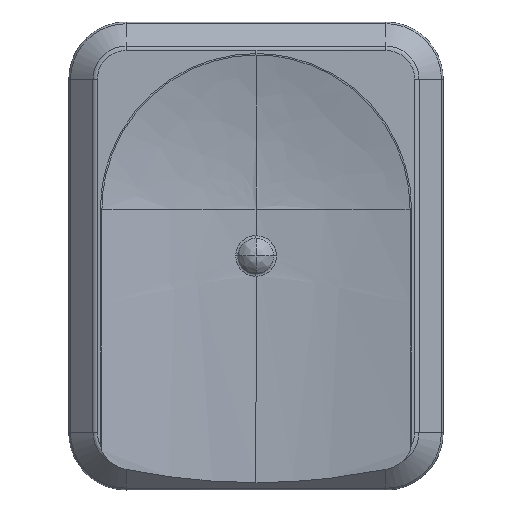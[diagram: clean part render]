
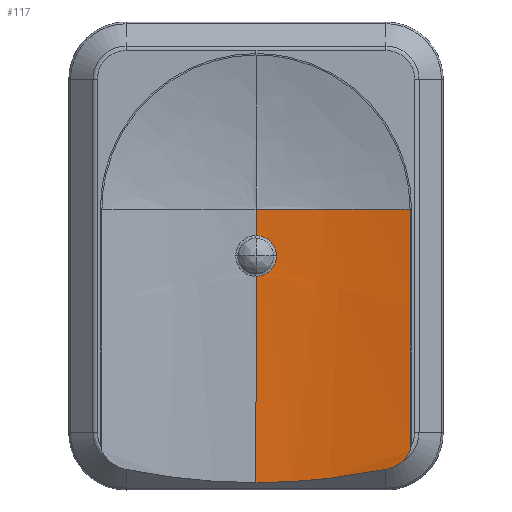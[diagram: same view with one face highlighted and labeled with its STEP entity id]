
A CAD part, top view. The second image highlights one B-rep face of the part: STEP entity #117.
In plain terms, the highlighted free-form (B-spline) face has degree [1, 2] with [2, 3] control points.
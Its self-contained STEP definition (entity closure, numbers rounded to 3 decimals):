
#117=ADVANCED_FACE('',(#218),#1451,.T.);
#218=FACE_OUTER_BOUND('',#322,.T.);
#322=EDGE_LOOP('',(#764,#765,#766,#767,#768,#769,#770,#771,#772,#773));
#764=ORIENTED_EDGE('',*,*,#994,.F.);
#765=ORIENTED_EDGE('',*,*,#996,.F.);
#766=ORIENTED_EDGE('',*,*,#995,.T.);
#767=ORIENTED_EDGE('',*,*,#1013,.F.);
#768=ORIENTED_EDGE('',*,*,#1011,.F.);
#769=ORIENTED_EDGE('',*,*,#991,.F.);
#770=ORIENTED_EDGE('',*,*,#985,.F.);
#771=ORIENTED_EDGE('',*,*,#990,.F.);
#772=ORIENTED_EDGE('',*,*,#944,.T.);
#773=ORIENTED_EDGE('',*,*,#873,.F.);
#873=EDGE_CURVE('',#1312,#1313,#1042,.T.);
#944=EDGE_CURVE('',#1356,#1313,#1085,.T.);
#985=EDGE_CURVE('',#1368,#1365,#1226,.T.);
#990=EDGE_CURVE('',#1356,#1368,#1110,.T.);
#991=EDGE_CURVE('',#1365,#1363,#1228,.T.);
#994=EDGE_CURVE('',#1370,#1312,#1112,.T.);
#995=EDGE_CURVE('',#1371,#1369,#1230,.T.);
#996=EDGE_CURVE('',#1371,#1370,#1231,.T.);
#1011=EDGE_CURVE('',#1363,#1361,#1242,.T.);
#1013=EDGE_CURVE('',#1361,#1369,#1117,.T.);
#1042=(
BOUNDED_CURVE()
B_SPLINE_CURVE(2,(#2842,#2843,#2844),.UNSPECIFIED.,.F.,.F.)
B_SPLINE_CURVE_WITH_KNOTS((3,3),(-7.517,-0.092),
 .UNSPECIFIED.)
CURVE()
GEOMETRIC_REPRESENTATION_ITEM()
RATIONAL_B_SPLINE_CURVE((1.,1.,1.))
REPRESENTATION_ITEM('')
);
#1085=(
BOUNDED_CURVE()
B_SPLINE_CURVE(1,(#3028,#3029),.UNSPECIFIED.,.F.,.F.)
B_SPLINE_CURVE_WITH_KNOTS((2,2),(0.,4.5),.UNSPECIFIED.)
CURVE()
GEOMETRIC_REPRESENTATION_ITEM()
RATIONAL_B_SPLINE_CURVE((1.,1.))
REPRESENTATION_ITEM('')
);
#1110=(
BOUNDED_CURVE()
B_SPLINE_CURVE(1,(#3182,#3183),.UNSPECIFIED.,.F.,.F.)
B_SPLINE_CURVE_WITH_KNOTS((2,2),(0.,7.115),.UNSPECIFIED.)
CURVE()
GEOMETRIC_REPRESENTATION_ITEM()
RATIONAL_B_SPLINE_CURVE((1.,1.))
REPRESENTATION_ITEM('')
);
#1112=(
BOUNDED_CURVE()
B_SPLINE_CURVE(1,(#3194,#3195),.UNSPECIFIED.,.F.,.F.)
B_SPLINE_CURVE_WITH_KNOTS((2,2),(14.376,15.65),
 .UNSPECIFIED.)
CURVE()
GEOMETRIC_REPRESENTATION_ITEM()
RATIONAL_B_SPLINE_CURVE((1.,1.))
REPRESENTATION_ITEM('')
);
#1117=(
BOUNDED_CURVE()
B_SPLINE_CURVE(1,(#3328,#3329),.UNSPECIFIED.,.F.,.F.)
B_SPLINE_CURVE_WITH_KNOTS((2,2),(2.5,12.424),
 .UNSPECIFIED.)
CURVE()
GEOMETRIC_REPRESENTATION_ITEM()
RATIONAL_B_SPLINE_CURVE((1.,1.))
REPRESENTATION_ITEM('')
);
#1226=B_SPLINE_CURVE_WITH_KNOTS('',3,(#3166,#3167,#3168,#3169,#3170,#3171,
#3172),.UNSPECIFIED.,.F.,.F.,(4,3,4),(0.,0.223,0.613),
 .UNSPECIFIED.);
#1228=B_SPLINE_CURVE_WITH_KNOTS('',3,(#3184,#3185,#3186,#3187),
 .UNSPECIFIED.,.F.,.F.,(4,4),(-0.953,0.),.UNSPECIFIED.);
#1230=B_SPLINE_CURVE_WITH_KNOTS('',3,(#3196,#3197,#3198,#3199,#3200,#3201,
#3202,#3203,#3204,#3205),.UNSPECIFIED.,.F.,.F.,(4,2,2,2,4),(-1.43,
-1.073,-0.715,-0.358,0.),
 .UNSPECIFIED.);
#1231=B_SPLINE_CURVE_WITH_KNOTS('',3,(#3206,#3207,#3208,#3209,#3210,#3211,
#3212,#3213,#3214,#3215),.UNSPECIFIED.,.F.,.F.,(4,2,2,2,4),(-1.43,
-1.073,-0.715,-0.358,0.),
 .UNSPECIFIED.);
#1242=B_SPLINE_CURVE_WITH_KNOTS('',3,(#3312,#3313,#3314,#3315,#3316,#3317,
#3318,#3319),.UNSPECIFIED.,.F.,.F.,(4,2,2,4),(0.,2.563,4.45,
6.337),.UNSPECIFIED.);
#1312=VERTEX_POINT('',#2458);
#1313=VERTEX_POINT('',#2459);
#1356=VERTEX_POINT('',#2502);
#1361=VERTEX_POINT('',#2507);
#1363=VERTEX_POINT('',#2509);
#1365=VERTEX_POINT('',#2511);
#1368=VERTEX_POINT('',#2514);
#1369=VERTEX_POINT('',#2515);
#1370=VERTEX_POINT('',#2516);
#1371=VERTEX_POINT('',#2517);
#1451=(
BOUNDED_SURFACE()
B_SPLINE_SURFACE(1,2,((#2378,#2379,#2380),(#2381,#2382,#2383)),
 .UNSPECIFIED.,.F.,.F.,.F.)
B_SPLINE_SURFACE_WITH_KNOTS((2,2),(3,3),(0.,20.804),(0.,
7.514),.UNSPECIFIED.)
GEOMETRIC_REPRESENTATION_ITEM()
RATIONAL_B_SPLINE_SURFACE(((1.,1.,1.),(1.,1.,1.)))
REPRESENTATION_ITEM('')
SURFACE()
);
#2378=CARTESIAN_POINT('',(67.459,15.696,9.442));
#2379=CARTESIAN_POINT('',(63.755,15.696,8.55));
#2380=CARTESIAN_POINT('',(60.051,15.696,8.55));
#2381=CARTESIAN_POINT('',(67.459,36.5,9.442));
#2382=CARTESIAN_POINT('',(63.755,36.5,8.55));
#2383=CARTESIAN_POINT('',(60.051,36.5,8.55));
#2458=CARTESIAN_POINT('',(60.051,34.,8.55));
#2459=CARTESIAN_POINT('',(67.459,34.,9.442));
#2502=CARTESIAN_POINT('',(67.459,29.5,9.442));
#2507=CARTESIAN_POINT('',(60.051,20.85,8.55));
#2509=CARTESIAN_POINT('',(66.301,21.485,9.185));
#2511=CARTESIAN_POINT('',(67.121,21.891,9.362));
#2514=CARTESIAN_POINT('',(67.459,22.385,9.442));
#2515=CARTESIAN_POINT('',(60.051,30.774,8.55));
#2516=CARTESIAN_POINT('',(60.051,32.726,8.55));
#2517=CARTESIAN_POINT('',(61.027,31.75,8.565));
#2842=CARTESIAN_POINT('',(60.051,34.,8.55));
#2843=CARTESIAN_POINT('',(63.755,34.,8.55));
#2844=CARTESIAN_POINT('',(67.459,34.,9.442));
#3028=CARTESIAN_POINT('',(67.459,29.5,9.442));
#3029=CARTESIAN_POINT('',(67.459,34.,9.442));
#3166=CARTESIAN_POINT('',(67.459,22.385,9.442));
#3167=CARTESIAN_POINT('',(67.436,22.315,9.436));
#3168=CARTESIAN_POINT('',(67.404,22.247,9.428));
#3169=CARTESIAN_POINT('',(67.367,22.184,9.42));
#3170=CARTESIAN_POINT('',(67.301,22.073,9.404));
#3171=CARTESIAN_POINT('',(67.217,21.974,9.384));
#3172=CARTESIAN_POINT('',(67.121,21.891,9.362));
#3182=CARTESIAN_POINT('',(67.459,29.5,9.442));
#3183=CARTESIAN_POINT('',(67.459,22.385,9.442));
#3184=CARTESIAN_POINT('',(67.121,21.891,9.362));
#3185=CARTESIAN_POINT('',(66.887,21.686,9.308));
#3186=CARTESIAN_POINT('',(66.604,21.546,9.246));
#3187=CARTESIAN_POINT('',(66.301,21.485,9.185));
#3194=CARTESIAN_POINT('',(60.051,32.726,8.55));
#3195=CARTESIAN_POINT('',(60.051,34.,8.55));
#3196=CARTESIAN_POINT('',(61.027,31.75,8.565));
#3197=CARTESIAN_POINT('',(61.027,31.622,8.565));
#3198=CARTESIAN_POINT('',(61.002,31.494,8.565));
#3199=CARTESIAN_POINT('',(60.904,31.258,8.562));
#3200=CARTESIAN_POINT('',(60.831,31.15,8.56));
#3201=CARTESIAN_POINT('',(60.651,30.969,8.556));
#3202=CARTESIAN_POINT('',(60.542,30.897,8.554));
#3203=CARTESIAN_POINT('',(60.306,30.799,8.551));
#3204=CARTESIAN_POINT('',(60.179,30.774,8.55));
#3205=CARTESIAN_POINT('',(60.051,30.774,8.55));
#3206=CARTESIAN_POINT('',(61.027,31.75,8.565));
#3207=CARTESIAN_POINT('',(61.027,31.878,8.565));
#3208=CARTESIAN_POINT('',(61.002,32.006,8.565));
#3209=CARTESIAN_POINT('',(60.904,32.242,8.562));
#3210=CARTESIAN_POINT('',(60.831,32.35,8.56));
#3211=CARTESIAN_POINT('',(60.651,32.531,8.556));
#3212=CARTESIAN_POINT('',(60.542,32.603,8.554));
#3213=CARTESIAN_POINT('',(60.306,32.701,8.551));
#3214=CARTESIAN_POINT('',(60.179,32.726,8.55));
#3215=CARTESIAN_POINT('',(60.051,32.726,8.55));
#3312=CARTESIAN_POINT('',(66.301,21.485,9.185));
#3313=CARTESIAN_POINT('',(65.481,21.318,9.018));
#3314=CARTESIAN_POINT('',(64.65,21.182,8.882));
#3315=CARTESIAN_POINT('',(63.187,21.004,8.704));
#3316=CARTESIAN_POINT('',(62.563,20.946,8.646));
#3317=CARTESIAN_POINT('',(61.309,20.869,8.569));
#3318=CARTESIAN_POINT('',(60.68,20.85,8.55));
#3319=CARTESIAN_POINT('',(60.051,20.85,8.55));
#3328=CARTESIAN_POINT('',(60.051,20.85,8.55));
#3329=CARTESIAN_POINT('',(60.051,30.774,8.55));
